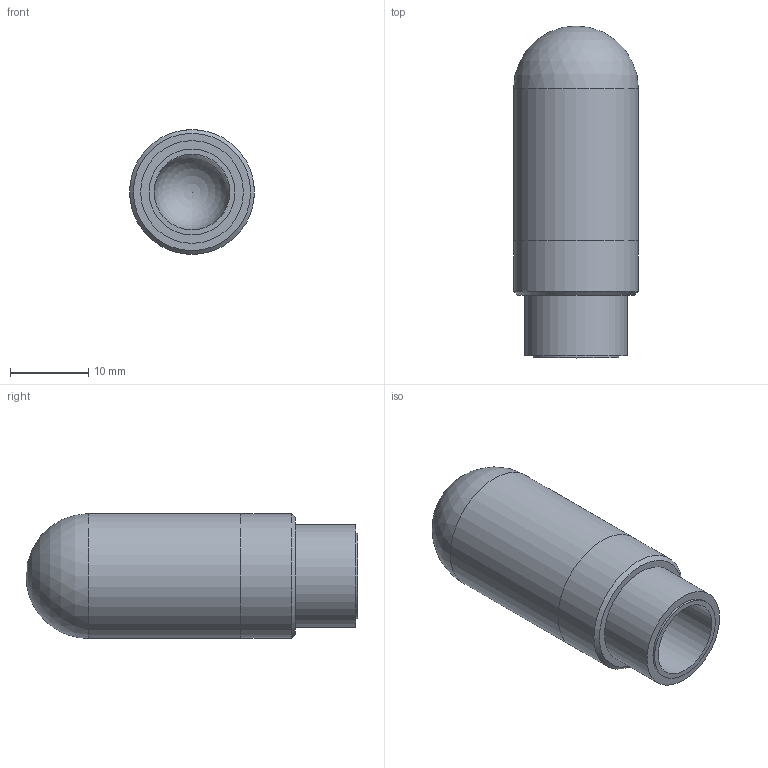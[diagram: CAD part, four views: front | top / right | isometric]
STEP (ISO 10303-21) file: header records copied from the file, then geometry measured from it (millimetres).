
FILE_DESCRIPTION(/* description */ (''),/* implementation_level */ '2;1');
FILE_NAME(/* name */ 'u_14-la.stp',/* time_stamp */ '2018-11-14T14:40:57+01:00',/* author */ ('leitheußer'),/* organization */ (''),/* preprocessor_version */ 'ST-DEVELOPER v15.6',/* originating_system */ 'Autodesk Inventor LT ',/* authorisation */ '');
FILE_SCHEMA (('AUTOMOTIVE_DESIGN { 1 0 10303 214 3 1 1 }'));
Length unit declared in the file: millimetre
Products named in the file (1): U 14
Bounding box: 16 x 42.5 x 16 mm (x, y, z)
Volume: 4779.3 mm3; surface area: 3332.7 mm2
Topology: 1 solids, 1 shells, 12 faces, 23 edges, 15 vertices
Faces by surface type: cylinder 5, plane 4, sphere 2, cone 1
Full cylindrical faces by diameter (mm): 9.7 x1, 11 x1, 13.157 x1, 15.99 x1, 16 x1
Entity records: 267 total; most frequent: DIRECTION 48, CARTESIAN_POINT 35, AXIS2_PLACEMENT_3D 24, EDGE_LOOP 22, ORIENTED_EDGE 22, FACE_OUTER_BOUND 12, ADVANCED_FACE 12, CIRCLE 11
